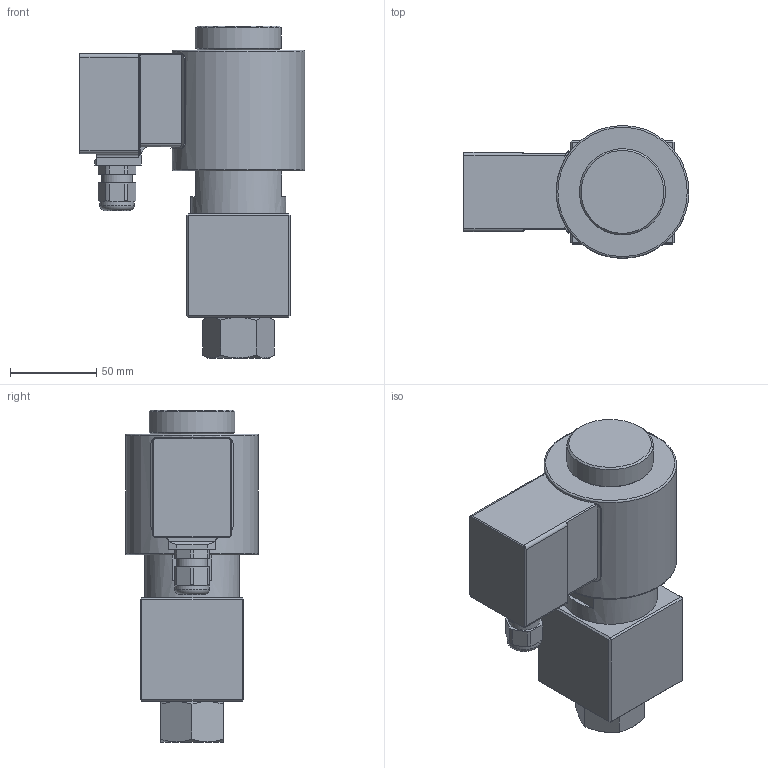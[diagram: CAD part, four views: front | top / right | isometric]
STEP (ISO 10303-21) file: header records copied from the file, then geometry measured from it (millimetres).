
FILE_DESCRIPTION(/* description */ ('STP-Datei'),/* implementation_level */ '2;1');
FILE_NAME(/* name */ '075.000769_A7541-0604-.242.stp',/* time_stamp */ '2018-10-18T08:27:47+02:00',/* author */ ('jkuehnel'),/* organization */ (''),/* preprocessor_version */ 'ST-DEVELOPER v16.1',/* originating_system */ 'Autodesk Inventor 2016',/* authorisation */ '');
FILE_SCHEMA (('AUTOMOTIVE_DESIGN { 1 0 10303 214 3 1 1 }'));
Length unit declared in the file: millimetre
Products named in the file (1): 88-004024
Bounding box: 131 x 77 x 192.5 mm (x, y, z)
Volume: 810794.9 mm3; surface area: 66855.9 mm2
Topology: 1 solids, 1 shells, 165 faces, 385 edges, 228 vertices
Faces by surface type: plane 81, cylinder 45, cone 24, torus 11, bspline 4
Full cylindrical faces by diameter (mm): 18 x1, 20 x1, 50 x1, 55 x1, 77 x1
Entity records: 4984 total; most frequent: CARTESIAN_POINT 1137, DIRECTION 749, ORIENTED_EDGE 744, EDGE_CURVE 372, AXIS2_PLACEMENT_3D 275, VERTEX_POINT 227, LINE 199, VECTOR 199
